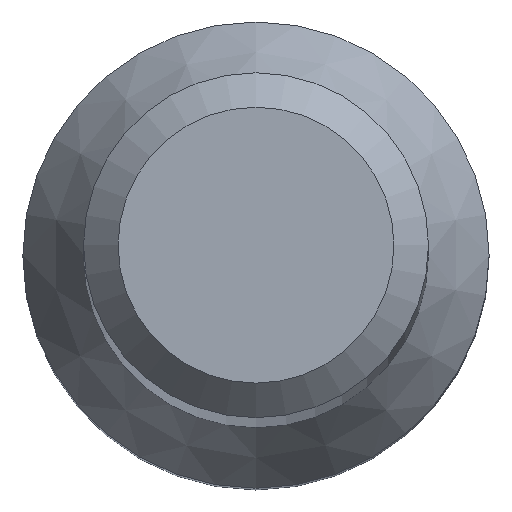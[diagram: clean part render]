
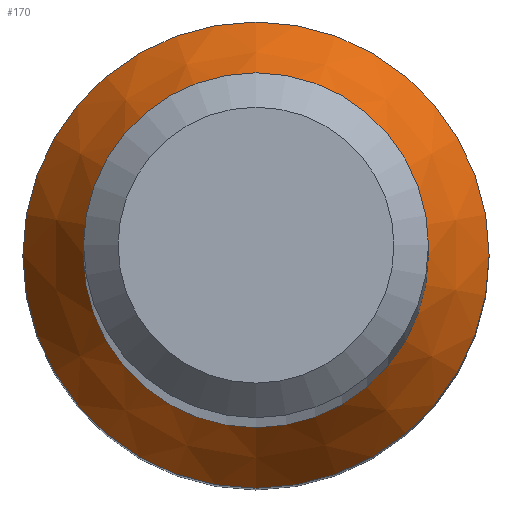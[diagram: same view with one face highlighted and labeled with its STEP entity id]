
A CAD part, top view. The second image highlights one B-rep face of the part: STEP entity #170.
In plain terms, the highlighted conical face has half-angle 30 degrees and reference radius 4.055 mm.
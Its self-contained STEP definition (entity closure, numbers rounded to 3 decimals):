
#1 = FACE_OUTER_BOUND ( 'NONE', #216, .T. ) ;
#13 = CARTESIAN_POINT ( 'NONE',  ( 0., 0., 19.724 ) ) ;
#14 = AXIS2_PLACEMENT_3D ( 'NONE', #242, #228, #169 ) ;
#15 = EDGE_CURVE ( 'NONE', #167, #167, #185, .T. ) ;
#16 = CARTESIAN_POINT ( 'NONE',  ( 0., 3., 19.724 ) ) ;
#31 = EDGE_LOOP ( 'NONE', ( #180 ) ) ;
#41 = DIRECTION ( 'NONE',  ( 0., 0., -1. ) ) ;
#55 = ORIENTED_EDGE ( 'NONE', *, *, #138, .F. ) ;
#57 = DIRECTION ( 'NONE',  ( 0., 1., 0. ) ) ;
#104 = AXIS2_PLACEMENT_3D ( 'NONE', #13, #143, #181 ) ;
#116 = CONICAL_SURFACE ( 'NONE', #14, 4.055, 0.524 ) ;
#132 = VERTEX_POINT ( 'NONE', #151 ) ;
#133 = CIRCLE ( 'NONE', #196, 4.055 ) ;
#134 = CARTESIAN_POINT ( 'NONE',  ( 0., 0., 17.897 ) ) ;
#138 = EDGE_CURVE ( 'NONE', #132, #132, #133, .T. ) ;
#143 = DIRECTION ( 'NONE',  ( 0., 0., -1. ) ) ;
#151 = CARTESIAN_POINT ( 'NONE',  ( 0., 4.055, 17.897 ) ) ;
#167 = VERTEX_POINT ( 'NONE', #16 ) ;
#169 = DIRECTION ( 'NONE',  ( 0., 1., 0. ) ) ;
#170 = ADVANCED_FACE ( 'NONE', ( #188, #1 ), #116, .T. ) ;
#180 = ORIENTED_EDGE ( 'NONE', *, *, #15, .T. ) ;
#181 = DIRECTION ( 'NONE',  ( 0., 1., 0. ) ) ;
#185 = CIRCLE ( 'NONE', #104, 3. ) ;
#188 = FACE_BOUND ( 'NONE', #31, .T. ) ;
#196 = AXIS2_PLACEMENT_3D ( 'NONE', #134, #41, #57 ) ;
#216 = EDGE_LOOP ( 'NONE', ( #55 ) ) ;
#228 = DIRECTION ( 'NONE',  ( 0., 0., -1. ) ) ;
#242 = CARTESIAN_POINT ( 'NONE',  ( 0., 0., 17.897 ) ) ;
